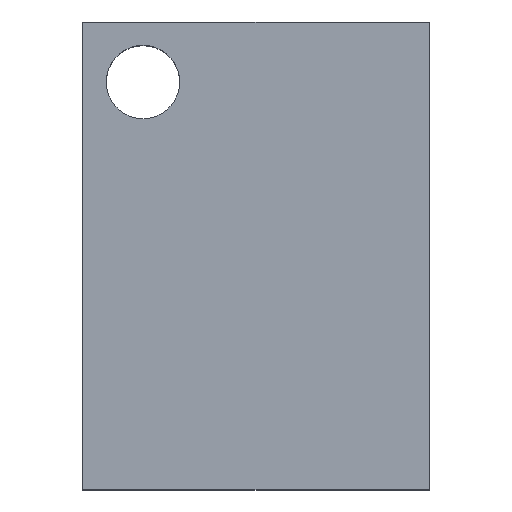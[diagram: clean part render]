
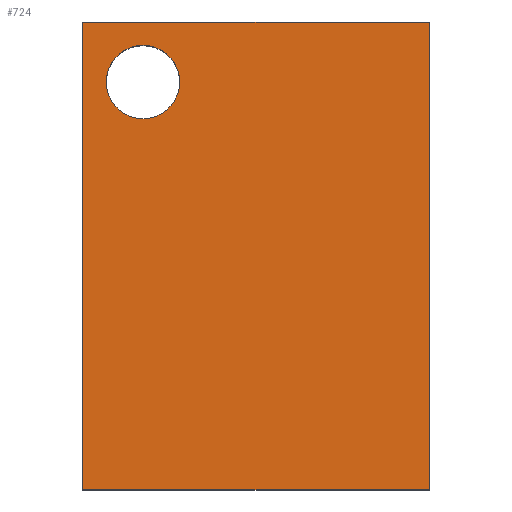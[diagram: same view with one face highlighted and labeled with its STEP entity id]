
A CAD part, top view. The second image highlights one B-rep face of the part: STEP entity #724.
In plain terms, the highlighted planar face has unit normal (0, 0, 1).
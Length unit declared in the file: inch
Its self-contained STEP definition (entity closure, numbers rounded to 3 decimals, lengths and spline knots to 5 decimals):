
#73=DIRECTION('',(0.,-1.,0.));
#74=VECTOR('',#73,2.188);
#75=CARTESIAN_POINT('',(0.,0.,1.25));
#76=LINE('',#75,#74);
#77=DIRECTION('',(-1.,0.,0.));
#78=VECTOR('',#77,1.62);
#79=CARTESIAN_POINT('',(1.62,0.,1.25));
#80=LINE('',#79,#78);
#81=DIRECTION('',(0.,1.,0.));
#82=VECTOR('',#81,2.188);
#83=CARTESIAN_POINT('',(1.62,-2.188,1.25));
#84=LINE('',#83,#82);
#85=DIRECTION('',(1.,0.,0.));
#86=VECTOR('',#85,1.62);
#87=CARTESIAN_POINT('',(0.,-2.188,1.25));
#88=LINE('',#87,#86);
#89=CARTESIAN_POINT('',(0.281,-0.281,1.25));
#90=DIRECTION('',(0.,0.,1.));
#91=DIRECTION('',(0.,1.,0.));
#92=AXIS2_PLACEMENT_3D('',#89,#90,#91);
#94=CARTESIAN_POINT('',(0.281,-0.281,1.25));
#95=DIRECTION('',(0.,0.,1.));
#96=DIRECTION('',(0.,-1.,0.));
#97=AXIS2_PLACEMENT_3D('',#94,#95,#96);
#517=CARTESIAN_POINT('',(0.,0.,1.25));
#518=CARTESIAN_POINT('',(0.,-2.188,1.25));
#519=VERTEX_POINT('',#517);
#520=VERTEX_POINT('',#518);
#521=CARTESIAN_POINT('',(1.62,-2.188,1.25));
#522=VERTEX_POINT('',#521);
#523=CARTESIAN_POINT('',(1.62,0.,1.25));
#524=VERTEX_POINT('',#523);
#529=CARTESIAN_POINT('',(0.281,-0.109,1.25));
#530=CARTESIAN_POINT('',(0.281,-0.453,1.25));
#531=VERTEX_POINT('',#529);
#532=VERTEX_POINT('',#530);
#707=CARTESIAN_POINT('',(0.,0.,1.25));
#708=DIRECTION('',(0.,0.,1.));
#709=DIRECTION('',(1.,0.,0.));
#710=AXIS2_PLACEMENT_3D('',#707,#708,#709);
#711=PLANE('',#710);
#712=ORIENTED_EDGE('',*,*,#641,.F.);
#713=ORIENTED_EDGE('',*,*,#662,.F.);
#714=ORIENTED_EDGE('',*,*,#682,.F.);
#715=ORIENTED_EDGE('',*,*,#695,.F.);
#716=EDGE_LOOP('',(#712,#713,#714,#715));
#717=FACE_OUTER_BOUND('',#716,.F.);
#719=ORIENTED_EDGE('',*,*,#718,.T.);
#721=ORIENTED_EDGE('',*,*,#720,.T.);
#722=EDGE_LOOP('',(#719,#721));
#723=FACE_BOUND('',#722,.F.);
#724=ADVANCED_FACE('',(#717,#723),#711,.T.);
#93=CIRCLE('',#92,0.172);
#98=CIRCLE('',#97,0.172);
#641=EDGE_CURVE('',#519,#520,#76,.T.);
#662=EDGE_CURVE('',#524,#519,#80,.T.);
#682=EDGE_CURVE('',#522,#524,#84,.T.);
#695=EDGE_CURVE('',#520,#522,#88,.T.);
#718=EDGE_CURVE('',#531,#532,#93,.T.);
#720=EDGE_CURVE('',#532,#531,#98,.T.);
